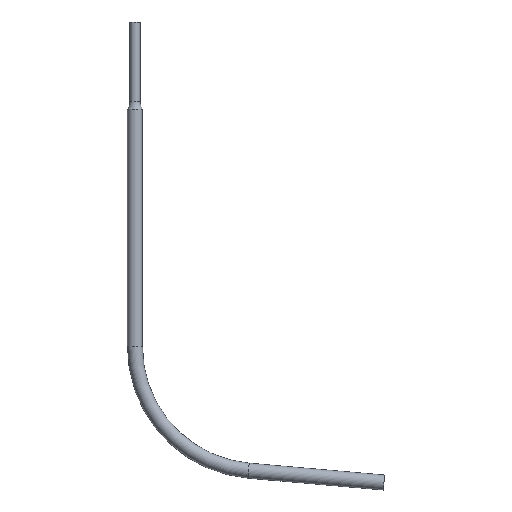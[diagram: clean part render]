
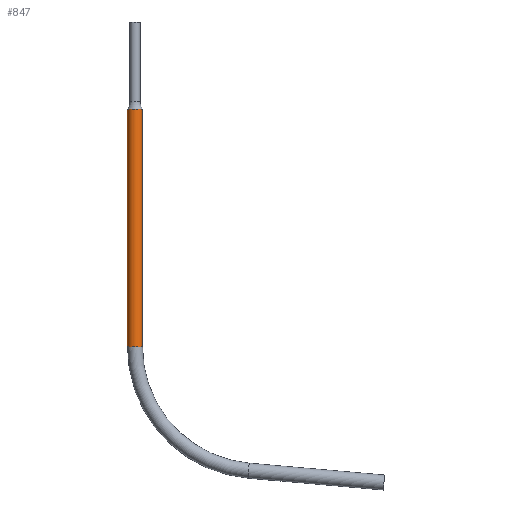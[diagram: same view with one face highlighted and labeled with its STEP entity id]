
A CAD part, top view. The second image highlights one B-rep face of the part: STEP entity #847.
In plain terms, the highlighted cylindrical face has radius 30.15 mm (diameter 60.3 mm), a partial arc.
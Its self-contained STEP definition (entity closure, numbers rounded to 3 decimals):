
#49 = VECTOR ( 'NONE', #749, 1000. ) ;
#129 = CARTESIAN_POINT ( 'NONE',  ( 0., 0., 0. ) ) ;
#173 = EDGE_CURVE ( 'NONE', #640, #592, #1112, .T. ) ;
#195 = CARTESIAN_POINT ( 'NONE',  ( 0., 0., 0. ) ) ;
#239 = DIRECTION ( 'NONE',  ( 0., 0., 1. ) ) ;
#289 = CARTESIAN_POINT ( 'NONE',  ( -30.15, 0., 954.346 ) ) ;
#318 = DIRECTION ( 'NONE',  ( 0., 0., 1. ) ) ;
#354 = CARTESIAN_POINT ( 'NONE',  ( 30.15, 0., 0. ) ) ;
#410 = CARTESIAN_POINT ( 'NONE',  ( -30.15, 0., 0. ) ) ;
#501 = EDGE_CURVE ( 'NONE', #725, #1348, #1342, .T. ) ;
#514 = CARTESIAN_POINT ( 'NONE',  ( 0., 0., 954.346 ) ) ;
#527 = FACE_OUTER_BOUND ( 'NONE', #1115, .T. ) ;
#592 = VERTEX_POINT ( 'NONE', #289 ) ;
#640 = VERTEX_POINT ( 'NONE', #743 ) ;
#662 = AXIS2_PLACEMENT_3D ( 'NONE', #195, #1433, #1087 ) ;
#671 = EDGE_CURVE ( 'NONE', #725, #640, #1446, .T. ) ;
#718 = ORIENTED_EDGE ( 'NONE', *, *, #173, .F. ) ;
#725 = VERTEX_POINT ( 'NONE', #354 ) ;
#743 = CARTESIAN_POINT ( 'NONE',  ( 30.15, 0., 954.346 ) ) ;
#749 = DIRECTION ( 'NONE',  ( 0., 0., 1. ) ) ;
#776 = CARTESIAN_POINT ( 'NONE',  ( -30.15, 0., 0. ) ) ;
#828 = AXIS2_PLACEMENT_3D ( 'NONE', #129, #239, #1041 ) ;
#842 = ORIENTED_EDGE ( 'NONE', *, *, #1208, .T. ) ;
#847 = ADVANCED_FACE ( 'NONE', ( #527 ), #1223, .T. ) ;
#855 = LINE ( 'NONE', #410, #1092 ) ;
#856 = DIRECTION ( 'NONE',  ( 0., 0., 1. ) ) ;
#953 = ORIENTED_EDGE ( 'NONE', *, *, #671, .F. ) ;
#1041 = DIRECTION ( 'NONE',  ( -1., 0., 0. ) ) ;
#1085 = DIRECTION ( 'NONE',  ( -1., 0., 0. ) ) ;
#1087 = DIRECTION ( 'NONE',  ( -1., 0., 0. ) ) ;
#1092 = VECTOR ( 'NONE', #318, 1000. ) ;
#1112 = CIRCLE ( 'NONE', #1334, 30.15 ) ;
#1115 = EDGE_LOOP ( 'NONE', ( #953, #1437, #842, #718 ) ) ;
#1208 = EDGE_CURVE ( 'NONE', #1348, #592, #855, .T. ) ;
#1223 = CYLINDRICAL_SURFACE ( 'NONE', #662, 30.15 ) ;
#1334 = AXIS2_PLACEMENT_3D ( 'NONE', #514, #856, #1085 ) ;
#1342 = CIRCLE ( 'NONE', #828, 30.15 ) ;
#1348 = VERTEX_POINT ( 'NONE', #776 ) ;
#1349 = CARTESIAN_POINT ( 'NONE',  ( 30.15, 0., 0. ) ) ;
#1433 = DIRECTION ( 'NONE',  ( 0., 0., 1. ) ) ;
#1437 = ORIENTED_EDGE ( 'NONE', *, *, #501, .T. ) ;
#1446 = LINE ( 'NONE', #1349, #49 ) ;
